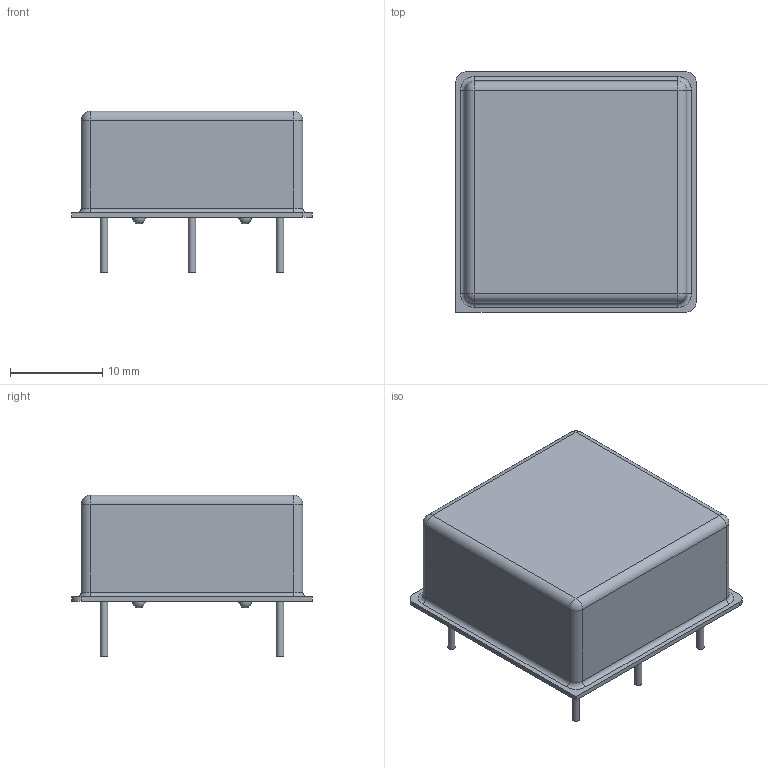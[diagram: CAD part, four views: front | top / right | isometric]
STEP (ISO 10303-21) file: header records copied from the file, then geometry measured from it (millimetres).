
FILE_DESCRIPTION(('FreeCAD Model'),'2;1');
FILE_NAME( 'OCXO.step', '2019-01-30T14:48:30',('Author'),(''), 'Open CASCADE STEP processor 6.8','FreeCAD','Unknown');
FILE_SCHEMA(('AUTOMOTIVE_DESIGN_CC2 { 1 2 10303 214 -1 1 5 4 }'));
Length unit declared in the file: millimetre
Products named in the file (4): ASSEMBLY; Fillet006; Pad002; Fillet005
Assembly tree (3 placements, depth 2):
  ASSEMBLY
    Fillet006
    Pad002
    Fillet005
Bounding box: 26 x 26 x 17.5 mm (x, y, z)
Volume: 6667.4 mm3; surface area: 2477.1 mm2
Topology: 10 solids, 10 shells, 65 faces, 112 edges, 64 vertices
Faces by surface type: plane 29, cylinder 24, revolution 4, torus 4, sphere 4
Full cylindrical faces by diameter (mm): 0.8 x5, 1.4 x4
Entity records: 3120 total; most frequent: CARTESIAN_POINT 669, DIRECTION 456, ORIENTED_EDGE 216, PCURVE 216, DEFINITIONAL_REPRESENTATION 216, LINE 196, VECTOR 196, AXIS2_PLACEMENT_3D 125
